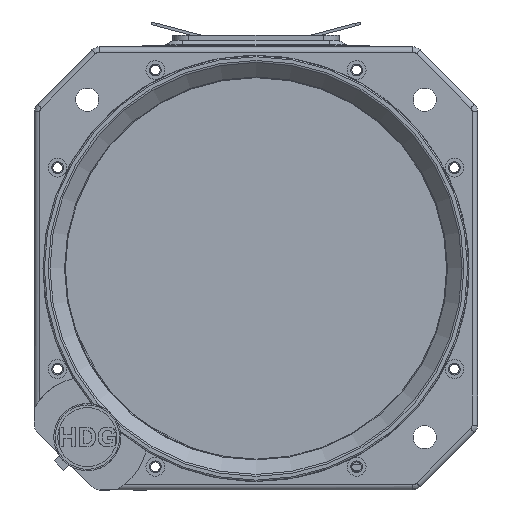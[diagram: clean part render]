
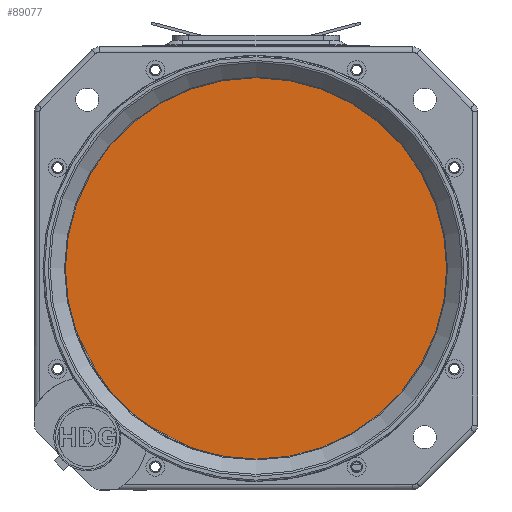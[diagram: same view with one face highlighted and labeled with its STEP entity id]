
A CAD part, front view. The second image highlights one B-rep face of the part: STEP entity #89077.
In plain terms, the highlighted planar face has unit normal (0, -1, 0).
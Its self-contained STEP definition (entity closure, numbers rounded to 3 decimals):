
#3240=FACE_OUTER_BOUND('',#7968,.T.);
#7968=EDGE_LOOP('',(#58808,#58809,#58810,#58811,#58812,#58813,#58814,#58815,
#58816));
#13032=CIRCLE('',#94048,39.65);
#13035=CIRCLE('',#94055,39.65);
#14947=LINE('',#124882,#25828);
#14950=LINE('',#124890,#25831);
#14958=LINE('',#124916,#25839);
#14960=LINE('',#124919,#25841);
#14961=LINE('',#124922,#25842);
#14962=LINE('',#124924,#25843);
#14963=LINE('',#124926,#25844);
#25828=VECTOR('',#100699,10.);
#25831=VECTOR('',#100706,10.);
#25839=VECTOR('',#100730,10.);
#25841=VECTOR('',#100734,10.);
#25842=VECTOR('',#100737,10.);
#25843=VECTOR('',#100738,10.);
#25844=VECTOR('',#100739,10.);
#36709=VERTEX_POINT('',#124880);
#36710=VERTEX_POINT('',#124881);
#36713=VERTEX_POINT('',#124889);
#36716=VERTEX_POINT('',#124897);
#36722=VERTEX_POINT('',#124913);
#36723=VERTEX_POINT('',#124915);
#36724=VERTEX_POINT('',#124921);
#36725=VERTEX_POINT('',#124923);
#36726=VERTEX_POINT('',#124925);
#45474=EDGE_CURVE('',#36709,#36710,#14947,.T.);
#45478=EDGE_CURVE('',#36713,#36709,#14950,.T.);
#45483=EDGE_CURVE('',#36716,#36710,#13032,.T.);
#45491=EDGE_CURVE('',#36723,#36722,#14958,.T.);
#45493=EDGE_CURVE('',#36722,#36713,#14960,.T.);
#45494=EDGE_CURVE('',#36724,#36716,#14961,.T.);
#45495=EDGE_CURVE('',#36725,#36724,#14962,.T.);
#45496=EDGE_CURVE('',#36726,#36725,#14963,.T.);
#45497=EDGE_CURVE('',#36723,#36726,#13035,.T.);
#58808=ORIENTED_EDGE('',*,*,#45474,.T.);
#58809=ORIENTED_EDGE('',*,*,#45483,.F.);
#58810=ORIENTED_EDGE('',*,*,#45494,.F.);
#58811=ORIENTED_EDGE('',*,*,#45495,.F.);
#58812=ORIENTED_EDGE('',*,*,#45496,.F.);
#58813=ORIENTED_EDGE('',*,*,#45497,.F.);
#58814=ORIENTED_EDGE('',*,*,#45491,.T.);
#58815=ORIENTED_EDGE('',*,*,#45493,.T.);
#58816=ORIENTED_EDGE('',*,*,#45478,.T.);
#85392=PLANE('',#94054);
#89077=ADVANCED_FACE('',(#3240),#85392,.F.);
#94048=AXIS2_PLACEMENT_3D('',#124899,#100715,#100716);
#94054=AXIS2_PLACEMENT_3D('',#124920,#100735,#100736);
#94055=AXIS2_PLACEMENT_3D('',#124927,#100740,#100741);
#100699=DIRECTION('',(-0.259,0.,0.966));
#100706=DIRECTION('',(-0.966,0.,-0.259));
#100715=DIRECTION('center_axis',(0.,1.,0.));
#100716=DIRECTION('ref_axis',(-0.038,0.,
-0.999));
#100730=DIRECTION('',(-0.259,0.,-0.966));
#100734=DIRECTION('',(-0.966,0.,0.259));
#100735=DIRECTION('center_axis',(0.,1.,0.));
#100736=DIRECTION('ref_axis',(-1.,0.,0.));
#100737=DIRECTION('',(0.,0.,1.));
#100738=DIRECTION('',(-1.,0.,0.));
#100739=DIRECTION('',(0.,0.,-1.));
#100740=DIRECTION('center_axis',(0.,1.,0.));
#100741=DIRECTION('ref_axis',(-0.038,0.,
-0.999));
#124880=CARTESIAN_POINT('',(-14.171,-6.75,33.82));
#124881=CARTESIAN_POINT('',(-14.949,-6.75,36.724));
#124882=CARTESIAN_POINT('',(-9.722,-6.75,17.214));
#124889=CARTESIAN_POINT('',(0.,-6.75,37.617));
#124890=CARTESIAN_POINT('',(0.724,-6.75,37.811));
#124897=CARTESIAN_POINT('',(-1.5,-6.75,-39.622));
#124899=CARTESIAN_POINT('Origin',(0.,-6.75,0.));
#124913=CARTESIAN_POINT('',(14.171,-6.75,33.82));
#124915=CARTESIAN_POINT('',(14.949,-6.75,36.724));
#124916=CARTESIAN_POINT('',(9.722,-6.75,17.214));
#124919=CARTESIAN_POINT('',(-0.724,-6.75,37.811));
#124920=CARTESIAN_POINT('Origin',(0.,-6.75,-0.814));
#124921=CARTESIAN_POINT('',(-1.5,-6.75,-41.278));
#124922=CARTESIAN_POINT('',(-1.5,-6.75,-41.278));
#124923=CARTESIAN_POINT('',(1.5,-6.75,-41.278));
#124924=CARTESIAN_POINT('',(1.5,-6.75,-41.278));
#124925=CARTESIAN_POINT('',(1.5,-6.75,-39.622));
#124926=CARTESIAN_POINT('',(1.5,-6.75,-39.622));
#124927=CARTESIAN_POINT('Origin',(0.,-6.75,0.));
